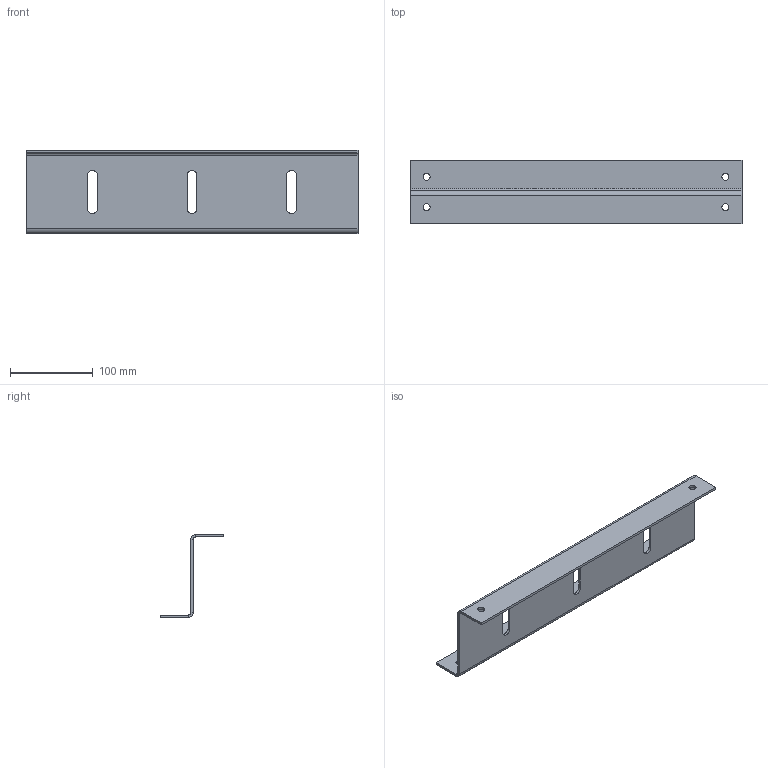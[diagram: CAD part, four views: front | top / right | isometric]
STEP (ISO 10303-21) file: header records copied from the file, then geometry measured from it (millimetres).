
FILE_DESCRIPTION(/* description */ ('STEP AP214'),/* implementation_level */ '2;1');
FILE_NAME(/* name */ '68c270cd5136fd309f029721',/* time_stamp */ '2025-09-11T06:50:11Z',/* author */ (''),/* organization */ (''),/* preprocessor_version */ 'ST-DEVELOPER v20',/* originating_system */ 'ONSHAPE BY PTC INC, 1.203',/* authorisation */ ' ');
FILE_SCHEMA (('AUTOMOTIVE_DESIGN {1 0 10303 214 3 1 1}'));
Length unit declared in the file: metre
Products named in the file (1): Part 1
Bounding box: 400 x 77 x 100 mm (x, y, z)
Volume: 198145.8 mm3; surface area: 136897.7 mm2
Topology: 1 solids, 1 shells, 38 faces, 92 edges, 56 vertices
Faces by surface type: plane 24, cylinder 14
Full cylindrical faces by diameter (mm): 8.5 x4
Entity records: 1134 total; most frequent: DIRECTION 194, CARTESIAN_POINT 183, ORIENTED_EDGE 176, EDGE_CURVE 88, AXIS2_PLACEMENT_3D 67, LINE 60, VECTOR 60, VERTEX_POINT 56
